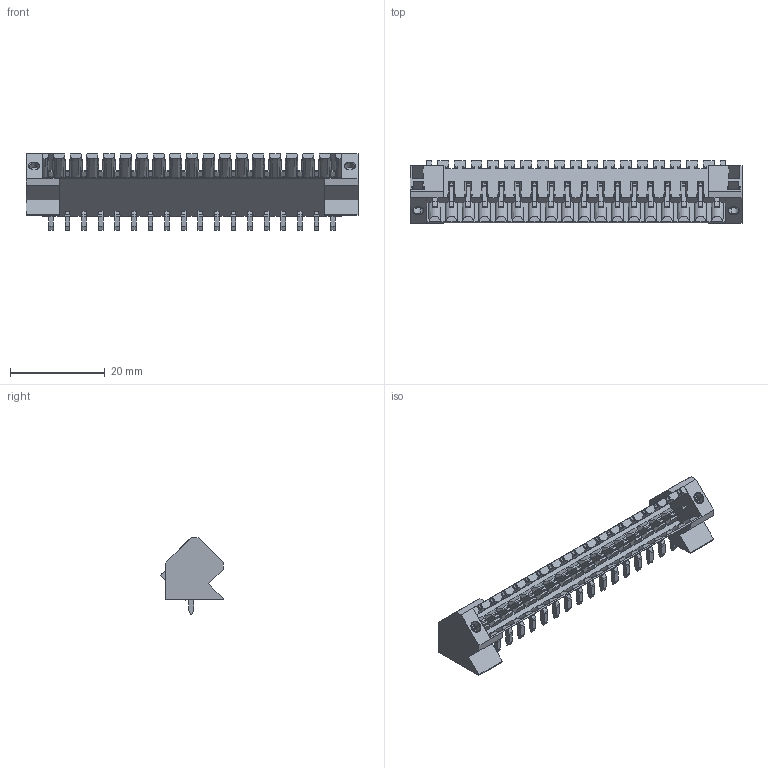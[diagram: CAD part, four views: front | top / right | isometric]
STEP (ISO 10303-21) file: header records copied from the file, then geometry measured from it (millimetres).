
FILE_DESCRIPTION(('CATIA V5 STEP Exchange','CAx-IF Rec.Pracs.--- Model Styling and Organization---1.2---2011-12-15'),'2;1');
FILE_NAME ('D1454213_0_1643490000_1643490000.stp','2018-10-19T08:12:41+00:00',('none'),('Weidmueller'),'CATIA Version 5-6 Release 2014','CATIA V5 STEP AP214','none');
FILE_SCHEMA(('AUTOMOTIVE_DESIGN { 1 0 10303 214 1 1 1 1 }'));
Length unit declared in the file: millimetre
Products named in the file (1): 1643490000
Bounding box: 70 x 13.15 x 16.23 mm (x, y, z)
Volume: 3047.7 mm3; surface area: 6793.7 mm2
Topology: 19 solids, 19 shells, 1448 faces, 4187 edges, 2779 vertices
Faces by surface type: plane 1212, cylinder 214, cone 22
Entity records: 44279 total; most frequent: CARTESIAN_POINT 10072, ORIENTED_EDGE 8374, DIRECTION 5081, EDGE_CURVE 4187, VECTOR 3393, LINE 3393, VERTEX_POINT 2779, EDGE_LOOP 1490
